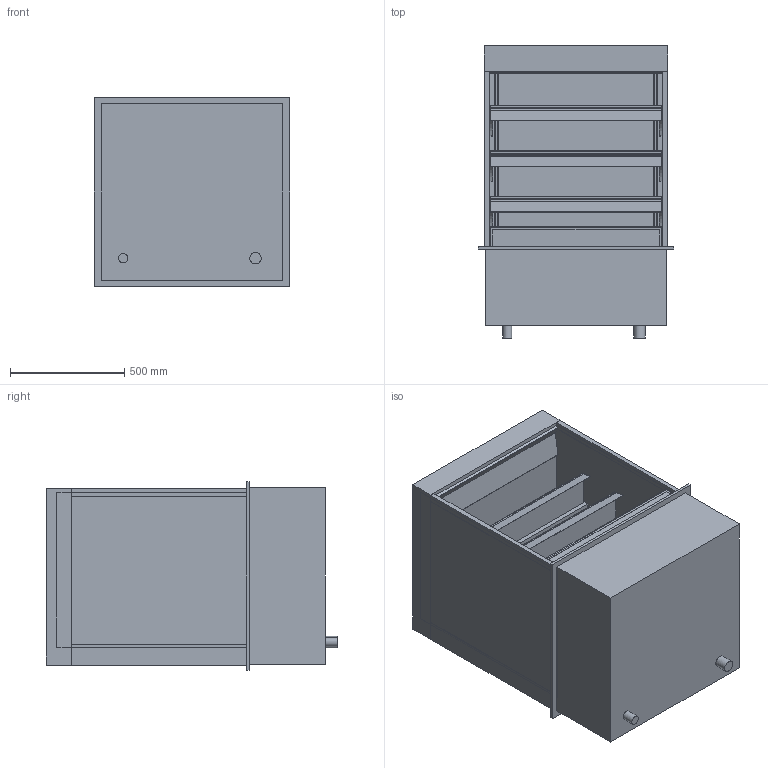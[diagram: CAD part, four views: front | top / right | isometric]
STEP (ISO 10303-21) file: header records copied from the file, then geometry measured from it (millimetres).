
FILE_DESCRIPTION(/* description */ ('Einbaukühlvitrine: zentralgekühlt'),/* implementation_level */ '2;1');
FILE_NAME(/* name */ '3D-AKE-00021359.stp',/* time_stamp */ '2023-03-21T10:26:58+01:00',/* author */ ('julian.lux'),/* organization */ (''),/* preprocessor_version */ 'ST-DEVELOPER v18.1',/* originating_system */ 'Autodesk Inventor 2020',/* authorisation */ '');
FILE_SCHEMA (('AUTOMOTIVE_DESIGN { 1 0 10303 214 3 1 1 }'));
Length unit declared in the file: millimetre
Products named in the file (1): 3D-AKE-00021359
Bounding box: 853 x 1275.1 x 825 mm (x, y, z)
Volume: 224232701.7 mm3; surface area: 16758571.2 mm2
Topology: 44 solids, 44 shells, 384 faces, 892 edges, 602 vertices
Faces by surface type: plane 348, cylinder 36
Full cylindrical faces by diameter (mm): 16 x9, 40 x1, 50 x1
Entity records: 10813 total; most frequent: CARTESIAN_POINT 1879, ORIENTED_EDGE 1784, DIRECTION 1756, EDGE_CURVE 892, LINE 798, VECTOR 798, VERTEX_POINT 602, AXIS2_PLACEMENT_3D 479
